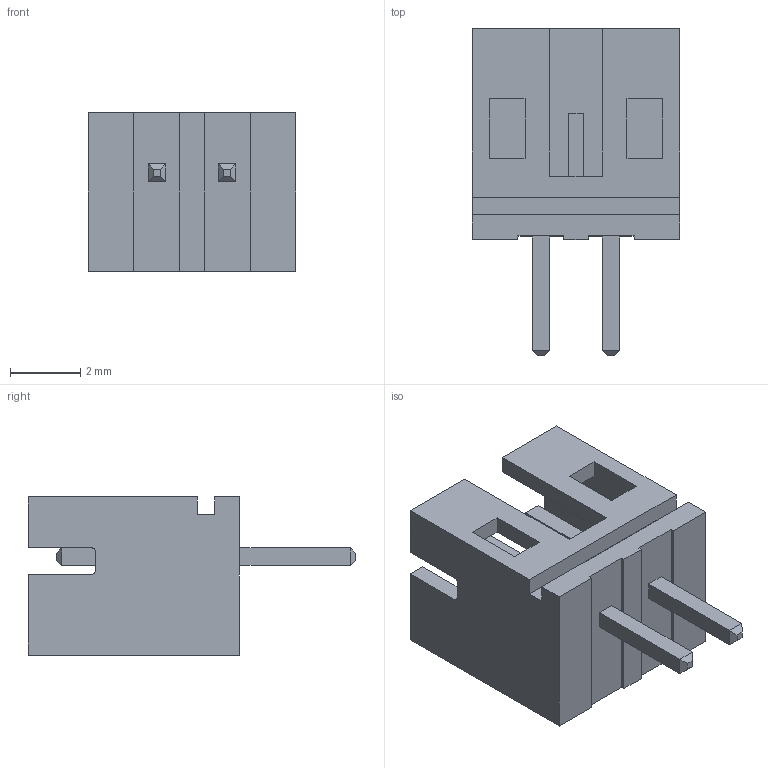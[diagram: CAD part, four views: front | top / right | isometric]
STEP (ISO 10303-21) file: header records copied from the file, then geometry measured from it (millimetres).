
FILE_DESCRIPTION (( 'STEP AP214' ), '1' );
FILE_NAME ('CA1018C5-D598-4772-BF53-2A7FC5FD7724.STEP', '2023-08-10T08:11:54', ( '' ), ( '' ), 'SwSTEP 2.0', 'SolidWorks 2022', '' );
FILE_SCHEMA (( 'AUTOMOTIVE_DESIGN' ));
Length unit declared in the file: millimetre
Products named in the file (1): CA1018C5-D598-4772-BF53-2A7FC5FD7724
Bounding box: 5.9 x 9.3 x 4.5 mm (x, y, z)
Volume: 77.7 mm3; surface area: 277.6 mm2
Topology: 1 solids, 1 shells, 86 faces, 230 edges, 148 vertices
Faces by surface type: plane 82, cylinder 4
Entity records: 3052 total; most frequent: CARTESIAN_POINT 465, ORIENTED_EDGE 460, DIRECTION 412, EDGE_CURVE 230, LINE 222, VECTOR 222, VERTEX_POINT 148, AXIS2_PLACEMENT_3D 95
